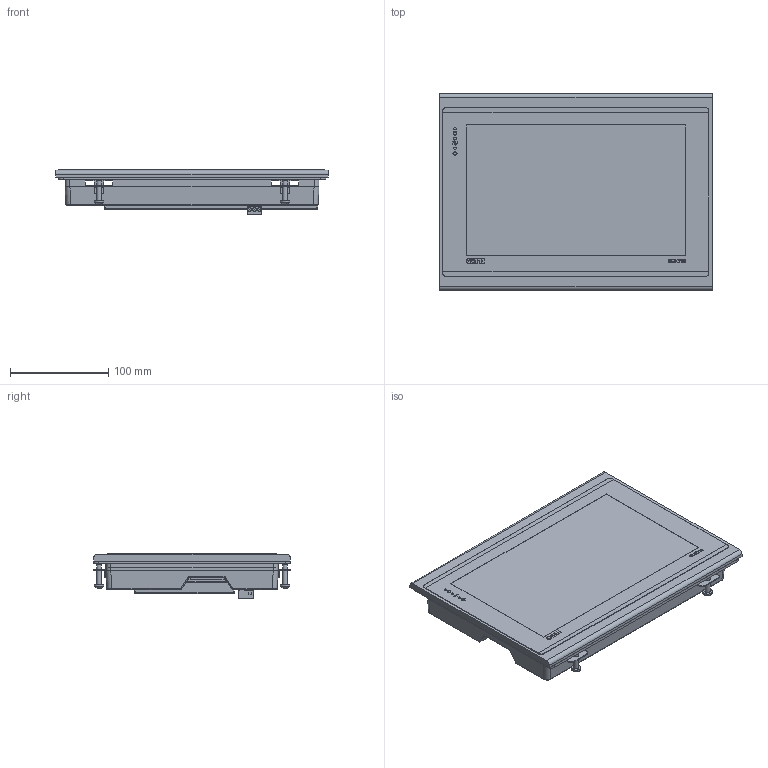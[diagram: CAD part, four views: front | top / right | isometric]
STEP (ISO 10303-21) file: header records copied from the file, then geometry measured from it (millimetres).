
FILE_DESCRIPTION (( 'STEP AP214' ), '1' );
FILE_NAME ('3D ìîäåëü ÑÏÊ110 [M01].STEP', '2019-02-15T08:58:14', ( '' ), ( '' ), 'SwSTEP 2.0', 'SolidWorks 2015', '' );
FILE_SCHEMA (( 'AUTOMOTIVE_DESIGN' ));
Length unit declared in the file: millimetre
Products named in the file (14): ﾇ琥韲 ﾑﾏﾊ110_00; Êëåììíèê 3çåë-îòâ; 3D ìîäåëü ÑÏÊ110 [M01]; ISO 1580 - M3 x 10 --- 10N_ISO 1580 - M3 x 10 --- 10N; ÑÏÊ110 Êîðïóñ çàä; SPK110_007F01M_00; ÑÏÊ110 Êîðïóñ ïåðåä; Âèíò Ì5õ20 DIN 7985_‚¨­â Œ5å20 DIN 7985; Ïðîêëàäêà ÑÏÊ110.Ä_00; 幄樏歑 9pin; Ethernet; Êëåììíèê 3çåë; USB A; USB ðîçåòêà
Assembly tree (25 placements, depth 2):
  3D ìîäåëü ÑÏÊ110 [M01]
    ÑÏÊ110 Êîðïóñ ïåðåä
    ÑÏÊ110 Êîðïóñ çàä
    SPK110_007F01M_00
    USB ðîçåòêà
    USB A
    Êëåììíèê 3çåë
    ISO 1580 - M3 x 10 --- 10N_ISO 1580 - M3 x 10 --- 10N  x6
    Ïðîêëàäêà ÑÏÊ110.Ä_00
    幄樏歑 9pin  x2
    Ethernet
    ﾇ琥韲 ﾑﾏﾊ110_00  x4
    Âèíò Ì5õ20 DIN 7985_‚¨­â Œ5å20 DIN 7985  x4
    Êëåììíèê 3çåë-îòâ
Bounding box: 277 x 201 x 45.57 mm (x, y, z)
Volume: 593328.2 mm3; surface area: 407056.7 mm2
Topology: 47 solids, 47 shells, 2624 faces, 6985 edges, 4614 vertices
Faces by surface type: plane 2158, cylinder 254, bspline 164, cone 26, torus 14, sphere 8
Full cylindrical faces by diameter (mm): 1 x3, 1.1 x18, 2 x3, 2.5 x6, 3 x10, 3.5 x9, 3.6 x3, 5 x8, 6 x6, 9.5 x4
Entity records: 89171 total; most frequent: CARTESIAN_POINT 15223, ORIENTED_EDGE 12446, DIRECTION 10554, EDGE_CURVE 6223, VECTOR 5444, LINE 5444, VERTEX_POINT 4168, AXIS2_PLACEMENT_3D 2555
